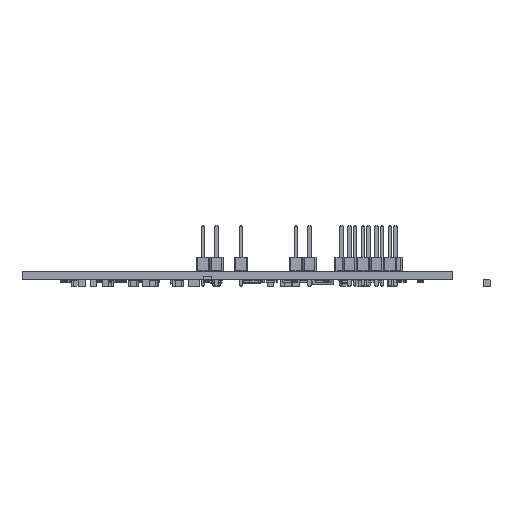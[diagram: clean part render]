
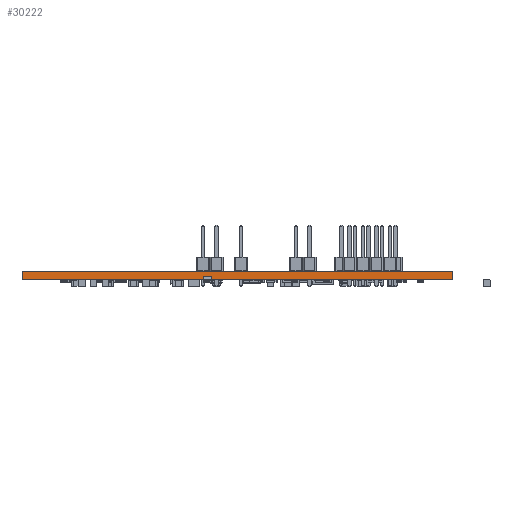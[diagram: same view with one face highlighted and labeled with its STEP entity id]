
A CAD part, front view. The second image highlights one B-rep face of the part: STEP entity #30222.
In plain terms, the highlighted planar face has unit normal (0, -1, 0).
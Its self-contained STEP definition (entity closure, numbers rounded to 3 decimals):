
#30222 = ADVANCED_FACE('',(#30223),#30257,.T.);
#30223 = FACE_BOUND('',#30224,.T.);
#30224 = EDGE_LOOP('',(#30225,#30235,#30243,#30251));
#30225 = ORIENTED_EDGE('',*,*,#30226,.T.);
#30226 = EDGE_CURVE('',#30227,#30229,#30231,.T.);
#30227 = VERTEX_POINT('',#30228);
#30228 = CARTESIAN_POINT('',(86.106,5.334,0.));
#30229 = VERTEX_POINT('',#30230);
#30230 = CARTESIAN_POINT('',(86.106,5.334,1.6));
#30231 = LINE('',#30232,#30233);
#30232 = CARTESIAN_POINT('',(86.106,5.334,0.));
#30233 = VECTOR('',#30234,1.);
#30234 = DIRECTION('',(0.,0.,1.));
#30235 = ORIENTED_EDGE('',*,*,#30236,.T.);
#30236 = EDGE_CURVE('',#30229,#30237,#30239,.T.);
#30237 = VERTEX_POINT('',#30238);
#30238 = CARTESIAN_POINT('',(5.334,5.334,1.6));
#30239 = LINE('',#30240,#30241);
#30240 = CARTESIAN_POINT('',(86.106,5.334,1.6));
#30241 = VECTOR('',#30242,1.);
#30242 = DIRECTION('',(-1.,0.,0.));
#30243 = ORIENTED_EDGE('',*,*,#30244,.F.);
#30244 = EDGE_CURVE('',#30245,#30237,#30247,.T.);
#30245 = VERTEX_POINT('',#30246);
#30246 = CARTESIAN_POINT('',(5.334,5.334,0.));
#30247 = LINE('',#30248,#30249);
#30248 = CARTESIAN_POINT('',(5.334,5.334,0.));
#30249 = VECTOR('',#30250,1.);
#30250 = DIRECTION('',(0.,0.,1.));
#30251 = ORIENTED_EDGE('',*,*,#30252,.F.);
#30252 = EDGE_CURVE('',#30227,#30245,#30253,.T.);
#30253 = LINE('',#30254,#30255);
#30254 = CARTESIAN_POINT('',(86.106,5.334,0.));
#30255 = VECTOR('',#30256,1.);
#30256 = DIRECTION('',(-1.,0.,0.));
#30257 = PLANE('',#30258);
#30258 = AXIS2_PLACEMENT_3D('',#30259,#30260,#30261);
#30259 = CARTESIAN_POINT('',(86.106,5.334,0.));
#30260 = DIRECTION('',(0.,-1.,0.));
#30261 = DIRECTION('',(-1.,0.,0.));
